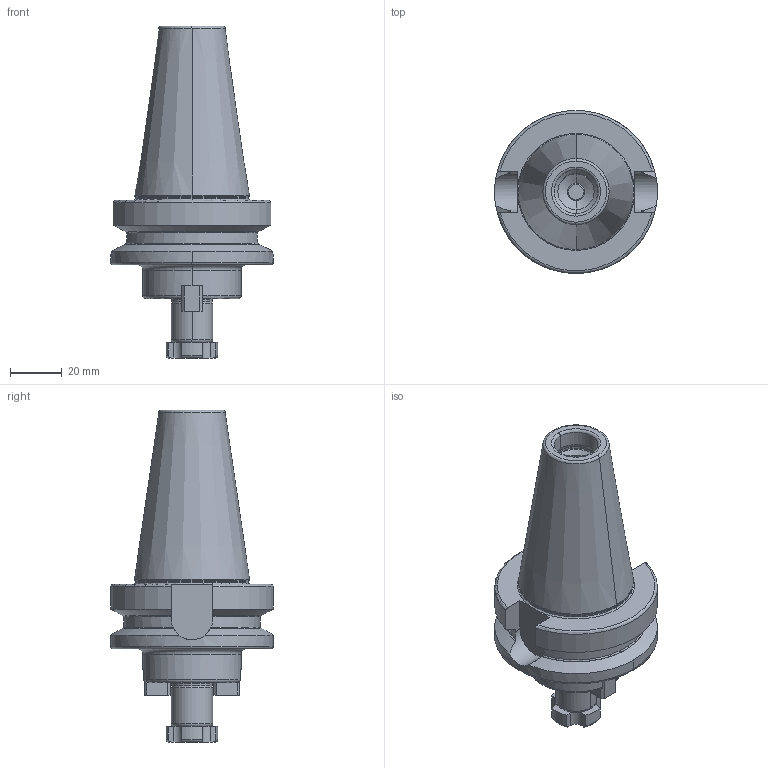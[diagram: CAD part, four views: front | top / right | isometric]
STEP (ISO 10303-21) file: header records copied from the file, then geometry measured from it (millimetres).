
FILE_DESCRIPTION((''),'2;1');
FILE_NAME('405_11_16','2020-07-29T',('101107'),(''),'CREO PARAMETRIC BY PTC INC, 2016260','CREO PARAMETRIC BY PTC INC, 2016260','');
FILE_SCHEMA(('CONFIG_CONTROL_DESIGN'));
Length unit declared in the file: millimetre
Products named in the file (1): 405_11_16
Bounding box: 63 x 63 x 128.4 mm (x, y, z)
Volume: 139707.4 mm3; surface area: 27063.4 mm2
Topology: 1 solids, 6 shells, 216 faces, 518 edges, 322 vertices
Faces by surface type: plane 88, cylinder 60, torus 38, cone 30
Entity records: 6540 total; most frequent: CARTESIAN_POINT 1363, DIRECTION 1142, ORIENTED_EDGE 1036, EDGE_CURVE 518, AXIS2_PLACEMENT_3D 449, VERTEX_POINT 322, VECTOR 244, LINE 244
